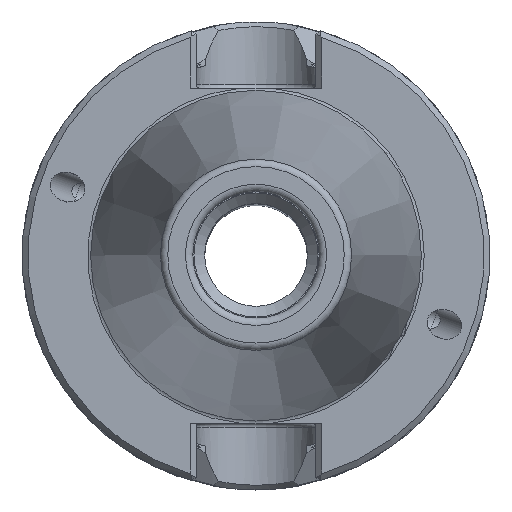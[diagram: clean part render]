
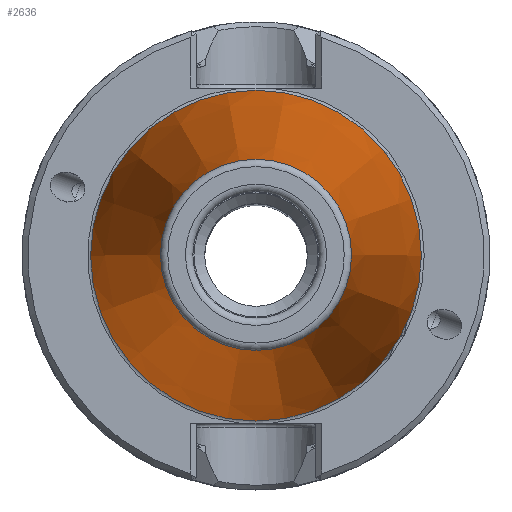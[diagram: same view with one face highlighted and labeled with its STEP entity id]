
A CAD part, top view. The second image highlights one B-rep face of the part: STEP entity #2636.
In plain terms, the highlighted conical face has half-angle 8.297 degrees and reference radius 12.871 mm.
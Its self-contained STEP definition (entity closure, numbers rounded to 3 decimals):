
#247=CONICAL_SURFACE('',#2818,12.871,0.145);
#418=ORIENTED_EDGE('',*,*,#831,.T.);
#419=ORIENTED_EDGE('',*,*,#827,.F.);
#827=EDGE_CURVE('',#1057,#1057,#1228,.T.);
#831=EDGE_CURVE('',#1062,#1062,#1231,.T.);
#1057=VERTEX_POINT('',#3676);
#1062=VERTEX_POINT('',#3702);
#1228=CIRCLE('',#2813,12.871);
#1231=CIRCLE('',#2819,22.268);
#1373=EDGE_LOOP('',(#418));
#1374=EDGE_LOOP('',(#419));
#1574=FACE_BOUND('',#1373,.T.);
#1575=FACE_BOUND('',#1374,.T.);
#2636=ADVANCED_FACE('',(#1574,#1575),#247,.T.);
#2813=AXIS2_PLACEMENT_3D('',#3675,#3146,#3147);
#2818=AXIS2_PLACEMENT_3D('',#3700,#3156,#3157);
#2819=AXIS2_PLACEMENT_3D('',#3701,#3158,#3159);
#3146=DIRECTION('',(0.,0.,1.));
#3147=DIRECTION('',(1.,0.,0.));
#3156=DIRECTION('',(0.,0.,-1.));
#3157=DIRECTION('',(-1.,0.,0.));
#3158=DIRECTION('',(0.,0.,1.));
#3159=DIRECTION('',(1.,0.,0.));
#3675=CARTESIAN_POINT('',(0.,0.,64.544));
#3676=CARTESIAN_POINT('',(12.871,0.,64.544));
#3700=CARTESIAN_POINT('',(0.,0.,64.544));
#3701=CARTESIAN_POINT('',(0.,0.,0.106));
#3702=CARTESIAN_POINT('',(22.268,0.,0.106));
